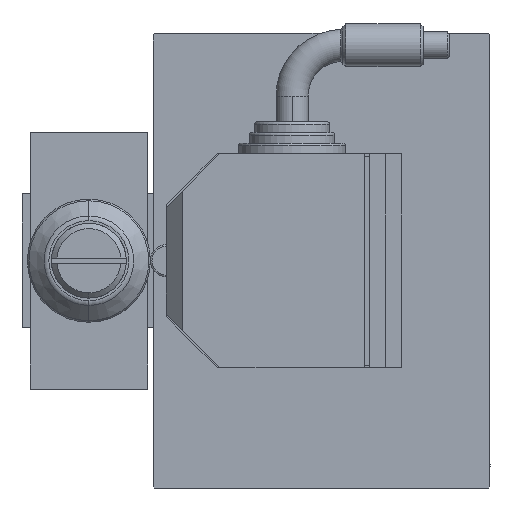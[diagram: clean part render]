
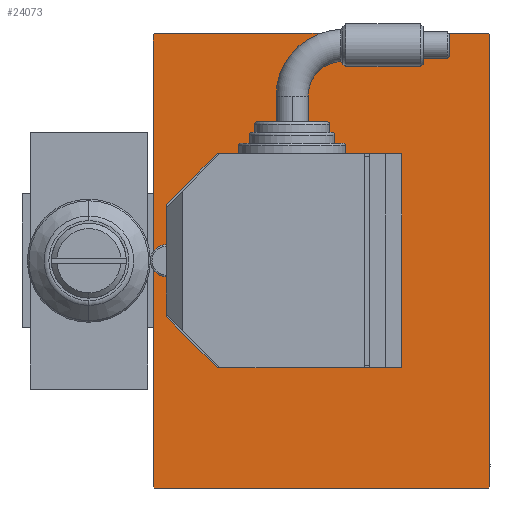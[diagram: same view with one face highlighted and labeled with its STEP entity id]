
A CAD part, left-side view. The second image highlights one B-rep face of the part: STEP entity #24073.
In plain terms, the highlighted face is planar.
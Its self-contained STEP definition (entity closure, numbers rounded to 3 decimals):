
#82 = LINE ( 'NONE', #15262, #25601 ) ;
#917 = FACE_OUTER_BOUND ( 'NONE', #37375, .T. ) ;
#1181 = DIRECTION ( 'NONE',  ( 0., 0., -1. ) ) ;
#1693 = PLANE ( 'NONE',  #14761 ) ;
#3374 = VECTOR ( 'NONE', #51729, 1000. ) ;
#3420 = VECTOR ( 'NONE', #7970, 1000. ) ;
#3819 = CARTESIAN_POINT ( 'NONE',  ( 143., -36.85, 36.85 ) ) ;
#5644 = EDGE_CURVE ( 'NONE', #42420, #17622, #35165, .T. ) ;
#6245 = VERTEX_POINT ( 'NONE', #13914 ) ;
#6983 = EDGE_CURVE ( 'NONE', #6245, #40377, #82, .T. ) ;
#7714 = VECTOR ( 'NONE', #20222, 1000. ) ;
#7941 = CARTESIAN_POINT ( 'NONE',  ( 143., 36.85, -36.85 ) ) ;
#7970 = DIRECTION ( 'NONE',  ( 0., -0.707, -0.707 ) ) ;
#8097 = CARTESIAN_POINT ( 'NONE',  ( 143., -31.5, -42.2 ) ) ;
#8675 = ORIENTED_EDGE ( 'NONE', *, *, #22385, .T. ) ;
#11354 = EDGE_CURVE ( 'NONE', #37797, #42420, #48909, .T. ) ;
#11421 = VECTOR ( 'NONE', #34762, 1000. ) ;
#11805 = ORIENTED_EDGE ( 'NONE', *, *, #11354, .T. ) ;
#12642 = LINE ( 'NONE', #7941, #7714 ) ;
#13110 = DIRECTION ( 'NONE',  ( 0., -1., 0. ) ) ;
#13914 = CARTESIAN_POINT ( 'NONE',  ( 143., 31.5, -42.2 ) ) ;
#14761 = AXIS2_PLACEMENT_3D ( 'NONE', #45588, #25974, #1181 ) ;
#15262 = CARTESIAN_POINT ( 'NONE',  ( 143., 31.5, -42.5 ) ) ;
#15301 = VECTOR ( 'NONE', #13110, 1000. ) ;
#17622 = VERTEX_POINT ( 'NONE', #39814 ) ;
#18015 = VERTEX_POINT ( 'NONE', #40520 ) ;
#18665 = EDGE_CURVE ( 'NONE', #40377, #37797, #24466, .T. ) ;
#20222 = DIRECTION ( 'NONE',  ( 0., 0.707, 0.707 ) ) ;
#20804 = CARTESIAN_POINT ( 'NONE',  ( 143., 36.85, 36.85 ) ) ;
#22385 = EDGE_CURVE ( 'NONE', #17622, #44631, #35979, .T. ) ;
#22796 = ORIENTED_EDGE ( 'NONE', *, *, #27630, .T. ) ;
#23769 = CARTESIAN_POINT ( 'NONE',  ( 143., -31.2, 42.5 ) ) ;
#24073 = ADVANCED_FACE ( 'NONE', ( #917 ), #1693, .T. ) ;
#24167 = ORIENTED_EDGE ( 'NONE', *, *, #51315, .T. ) ;
#24466 = LINE ( 'NONE', #20804, #48831 ) ;
#25418 = CARTESIAN_POINT ( 'NONE',  ( 143., 31.2, 42.5 ) ) ;
#25601 = VECTOR ( 'NONE', #43991, 1000. ) ;
#25974 = DIRECTION ( 'NONE',  ( 1., 0., 0. ) ) ;
#27630 = EDGE_CURVE ( 'NONE', #44631, #18015, #42868, .T. ) ;
#31389 = VECTOR ( 'NONE', #47477, 1000. ) ;
#31537 = CARTESIAN_POINT ( 'NONE',  ( 143., -31.5, 42.5 ) ) ;
#32107 = LINE ( 'NONE', #39686, #3374 ) ;
#32288 = EDGE_CURVE ( 'NONE', #18015, #46846, #32107, .T. ) ;
#32310 = ORIENTED_EDGE ( 'NONE', *, *, #6983, .T. ) ;
#32343 = CARTESIAN_POINT ( 'NONE',  ( 143., 31.5, 42.2 ) ) ;
#34762 = DIRECTION ( 'NONE',  ( 0., 0.707, -0.707 ) ) ;
#35165 = LINE ( 'NONE', #3819, #3420 ) ;
#35979 = LINE ( 'NONE', #31537, #31389 ) ;
#37375 = EDGE_LOOP ( 'NONE', ( #47175, #24167, #32310, #49822, #11805, #49307, #8675, #22796 ) ) ;
#37797 = VERTEX_POINT ( 'NONE', #25418 ) ;
#39686 = CARTESIAN_POINT ( 'NONE',  ( 143., -31.5, -42.5 ) ) ;
#39814 = CARTESIAN_POINT ( 'NONE',  ( 143., -31.5, 42.2 ) ) ;
#40377 = VERTEX_POINT ( 'NONE', #32343 ) ;
#40520 = CARTESIAN_POINT ( 'NONE',  ( 143., -31.2, -42.5 ) ) ;
#40805 = CARTESIAN_POINT ( 'NONE',  ( 143., 31.5, 42.5 ) ) ;
#40929 = DIRECTION ( 'NONE',  ( 0., -0.707, 0.707 ) ) ;
#42420 = VERTEX_POINT ( 'NONE', #23769 ) ;
#42605 = CARTESIAN_POINT ( 'NONE',  ( 143., 31.2, -42.5 ) ) ;
#42868 = LINE ( 'NONE', #43117, #11421 ) ;
#43117 = CARTESIAN_POINT ( 'NONE',  ( 143., -36.85, -36.85 ) ) ;
#43991 = DIRECTION ( 'NONE',  ( 0., 0., 1. ) ) ;
#44631 = VERTEX_POINT ( 'NONE', #8097 ) ;
#45588 = CARTESIAN_POINT ( 'NONE',  ( 143., 0., 0. ) ) ;
#46846 = VERTEX_POINT ( 'NONE', #42605 ) ;
#47175 = ORIENTED_EDGE ( 'NONE', *, *, #32288, .T. ) ;
#47477 = DIRECTION ( 'NONE',  ( 0., 0., -1. ) ) ;
#48831 = VECTOR ( 'NONE', #40929, 1000. ) ;
#48909 = LINE ( 'NONE', #40805, #15301 ) ;
#49307 = ORIENTED_EDGE ( 'NONE', *, *, #5644, .T. ) ;
#49822 = ORIENTED_EDGE ( 'NONE', *, *, #18665, .T. ) ;
#51315 = EDGE_CURVE ( 'NONE', #46846, #6245, #12642, .T. ) ;
#51729 = DIRECTION ( 'NONE',  ( 0., 1., 0. ) ) ;
